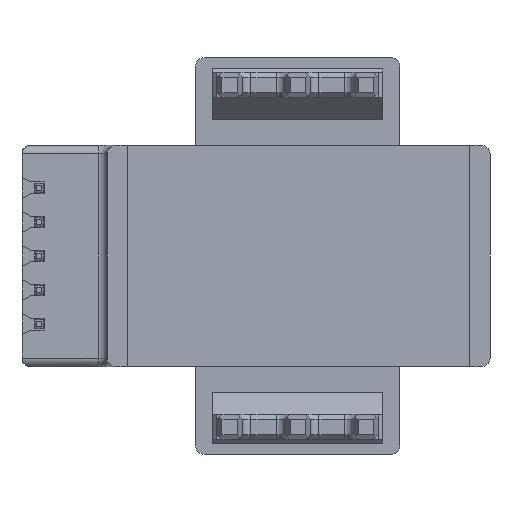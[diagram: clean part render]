
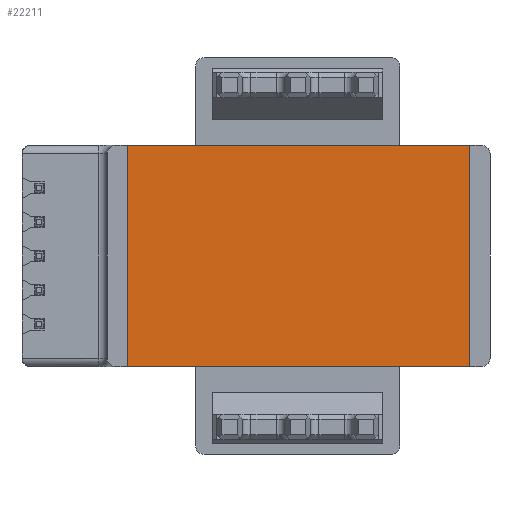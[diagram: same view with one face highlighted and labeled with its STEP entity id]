
A CAD part, front view. The second image highlights one B-rep face of the part: STEP entity #22211.
In plain terms, the highlighted planar face has unit normal (0, -1, 0).
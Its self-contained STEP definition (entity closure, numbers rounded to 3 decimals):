
#79=DIRECTION('',(1.,0.,0.));
#80=VECTOR('',#79,20.1);
#81=CARTESIAN_POINT('',(-10.8,-9.9,-6.5));
#82=LINE('',#81,#80);
#1639=DIRECTION('',(1.,0.,0.));
#1640=VECTOR('',#1639,20.1);
#1641=CARTESIAN_POINT('',(-10.8,-9.9,6.5));
#1642=LINE('',#1641,#1640);
#9777=DIRECTION('',(0.,0.,1.));
#9778=VECTOR('',#9777,13.);
#9779=CARTESIAN_POINT('',(9.3,-9.9,-6.5));
#9780=LINE('',#9779,#9778);
#9784=DIRECTION('',(0.,0.,1.));
#9785=VECTOR('',#9784,13.);
#9786=CARTESIAN_POINT('',(-10.8,-9.9,-6.5));
#9787=LINE('',#9786,#9785);
#10893=CARTESIAN_POINT('',(9.3,-9.9,-6.5));
#10894=CARTESIAN_POINT('',(9.3,-9.9,6.5));
#10895=VERTEX_POINT('',#10893);
#10896=VERTEX_POINT('',#10894);
#10897=CARTESIAN_POINT('',(-10.8,-9.9,-6.5));
#10898=CARTESIAN_POINT('',(-10.8,-9.9,6.5));
#10899=VERTEX_POINT('',#10897);
#10900=VERTEX_POINT('',#10898);
#22199=CARTESIAN_POINT('',(-12.,-9.9,-6.5));
#22200=DIRECTION('',(0.,-1.,0.));
#22201=DIRECTION('',(1.,0.,0.));
#22202=AXIS2_PLACEMENT_3D('',#22199,#22200,#22201);
#22203=PLANE('',#22202);
#22204=ORIENTED_EDGE('',*,*,#22191,.F.);
#22205=ORIENTED_EDGE('',*,*,#11916,.F.);
#22207=ORIENTED_EDGE('',*,*,#22206,.T.);
#22208=ORIENTED_EDGE('',*,*,#12653,.T.);
#22209=EDGE_LOOP('',(#22204,#22205,#22207,#22208));
#22210=FACE_OUTER_BOUND('',#22209,.F.);
#11916=EDGE_CURVE('',#10899,#10895,#82,.T.);
#12653=EDGE_CURVE('',#10900,#10896,#1642,.T.);
#22191=EDGE_CURVE('',#10895,#10896,#9780,.T.);
#22206=EDGE_CURVE('',#10899,#10900,#9787,.T.);
#22211=ADVANCED_FACE('',(#22210),#22203,.T.);
